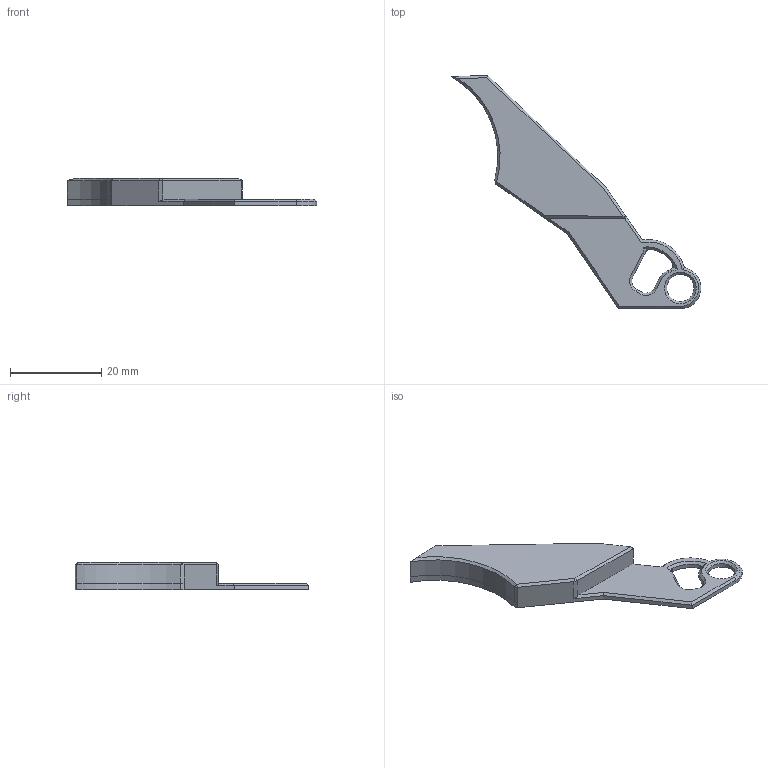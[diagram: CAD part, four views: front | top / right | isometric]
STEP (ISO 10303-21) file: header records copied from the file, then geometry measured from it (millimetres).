
FILE_DESCRIPTION(/* description */ ('','CAx-IF Rec.Pracs.---Representation and Presentation of Product Manufacturing Information (PMI)---4.0---2014-10-13'),/* implementation_level */ '2;1');
FILE_NAME(/* name */ 'Cutter Arm Top V2.step',/* time_stamp */ '2025-03-30T08:56:35-05:00',/* author */ (''),/* organization */ (''),/* preprocessor_version */ 'ST-DEVELOPER v20',/* originating_system */ 'Autodesk Translation Framework v13.20.0.188',/* authorisation */ '');
FILE_SCHEMA (('AP242_MANAGED_MODEL_BASED_3D_ENGINEERING_MIM_LF { 1 0 10303 442 1 1 4 }'));
Length unit declared in the file: millimetre
Products named in the file (1): Cutter Arm Top
Bounding box: 54.6 x 50.99 x 5.97 mm (x, y, z)
Volume: 3008.3 mm3; surface area: 2301.7 mm2
Topology: 1 solids, 1 shells, 65 faces, 165 edges, 103 vertices
Faces by surface type: plane 36, cylinder 15, cone 11, bspline 3
Full cylindrical faces by diameter (mm): 3.3 x1, 5.937 x1
Entity records: 2080 total; most frequent: CARTESIAN_POINT 507, ORIENTED_EDGE 330, DIRECTION 303, EDGE_CURVE 165, VERTEX_POINT 103, LINE 101, VECTOR 101, AXIS2_PLACEMENT_3D 101
